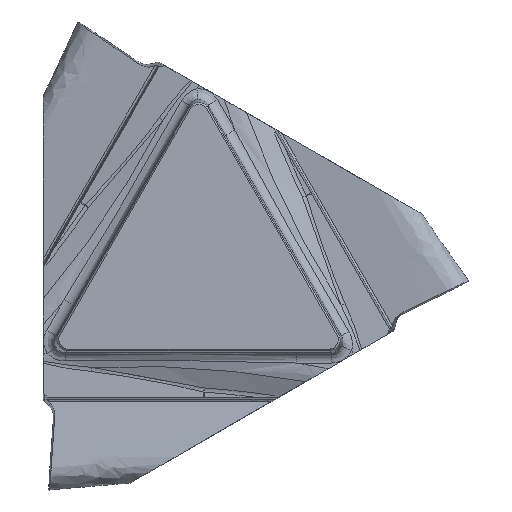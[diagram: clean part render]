
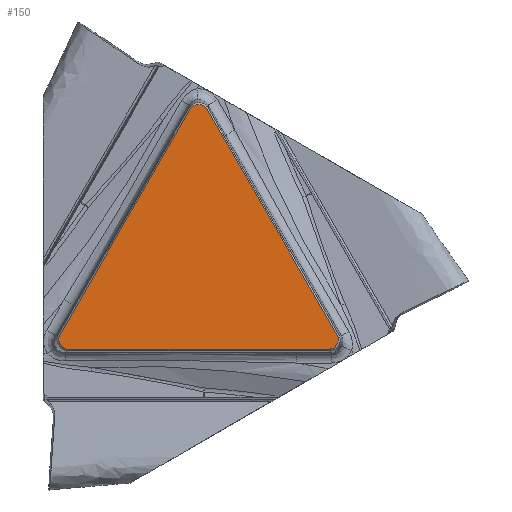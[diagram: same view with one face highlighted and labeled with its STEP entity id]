
A CAD part, left-side view. The second image highlights one B-rep face of the part: STEP entity #150.
In plain terms, the highlighted planar face has unit normal (-1, 0, 0).
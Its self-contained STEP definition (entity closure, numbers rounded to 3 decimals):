
#150=ADVANCED_FACE('',(#265),#233,.T.);
#233=PLANE('',#1475);
#265=FACE_OUTER_BOUND('',#348,.T.);
#348=EDGE_LOOP('',(#602,#603,#604,#605,#606,#607));
#445=LINE('',#2090,#514);
#446=LINE('',#2097,#515);
#447=LINE('',#2104,#516);
#514=VECTOR('',#1628,1.);
#515=VECTOR('',#1629,1.);
#516=VECTOR('',#1630,1.);
#602=ORIENTED_EDGE('',*,*,#1168,.T.);
#603=ORIENTED_EDGE('',*,*,#1169,.T.);
#604=ORIENTED_EDGE('',*,*,#1170,.T.);
#605=ORIENTED_EDGE('',*,*,#1171,.T.);
#606=ORIENTED_EDGE('',*,*,#1172,.T.);
#607=ORIENTED_EDGE('',*,*,#1173,.T.);
#1032=VERTEX_POINT('',#2088);
#1033=VERTEX_POINT('',#2089);
#1034=VERTEX_POINT('',#2091);
#1035=VERTEX_POINT('',#2096);
#1036=VERTEX_POINT('',#2098);
#1037=VERTEX_POINT('',#2103);
#1168=EDGE_CURVE('',#1032,#1033,#1368,.T.);
#1169=EDGE_CURVE('',#1033,#1034,#445,.T.);
#1170=EDGE_CURVE('',#1034,#1035,#1369,.T.);
#1171=EDGE_CURVE('',#1035,#1036,#446,.T.);
#1172=EDGE_CURVE('',#1036,#1037,#1370,.T.);
#1173=EDGE_CURVE('',#1037,#1032,#447,.T.);
#1368=B_SPLINE_CURVE_WITH_KNOTS('',3,(#2084,#2085,#2086,#2087),
 .UNSPECIFIED.,.F.,.F.,(4,4),(0.,1.),.UNSPECIFIED.);
#1369=B_SPLINE_CURVE_WITH_KNOTS('',3,(#2092,#2093,#2094,#2095),
 .UNSPECIFIED.,.F.,.F.,(4,4),(0.,1.),.UNSPECIFIED.);
#1370=B_SPLINE_CURVE_WITH_KNOTS('',3,(#2099,#2100,#2101,#2102),
 .UNSPECIFIED.,.F.,.F.,(4,4),(0.,1.),.UNSPECIFIED.);
#1475=AXIS2_PLACEMENT_3D('',#2105,#1631,#1632);
#1628=DIRECTION('',(0.,0.5,0.866));
#1629=DIRECTION('',(0.,0.5,-0.866));
#1630=DIRECTION('',(0.,-1.,0.));
#1631=DIRECTION('',(-1.,0.,0.));
#1632=DIRECTION('',(0.,0.,-1.));
#2084=CARTESIAN_POINT('',(-5.54,-5.976,-3.876));
#2085=CARTESIAN_POINT('',(-5.54,-6.286,-3.877));
#2086=CARTESIAN_POINT('',(-5.54,-6.485,-3.479));
#2087=CARTESIAN_POINT('',(-5.54,-6.345,-3.237));
#2088=CARTESIAN_POINT('',(-5.54,-5.976,-3.876));
#2089=CARTESIAN_POINT('',(-5.54,-6.345,-3.237));
#2090=CARTESIAN_POINT('',(-5.54,-6.343,-3.234));
#2091=CARTESIAN_POINT('',(-5.54,-0.369,7.114));
#2092=CARTESIAN_POINT('',(-5.54,-0.369,7.114));
#2093=CARTESIAN_POINT('',(-5.54,-0.214,7.382));
#2094=CARTESIAN_POINT('',(-5.54,0.23,7.356));
#2095=CARTESIAN_POINT('',(-5.54,0.369,7.114));
#2096=CARTESIAN_POINT('',(-5.54,0.369,7.114));
#2097=CARTESIAN_POINT('',(-5.54,0.371,7.11));
#2098=CARTESIAN_POINT('',(-5.54,6.345,-3.237));
#2099=CARTESIAN_POINT('',(-5.54,6.345,-3.237));
#2100=CARTESIAN_POINT('',(-5.54,6.5,-3.506));
#2101=CARTESIAN_POINT('',(-5.54,6.255,-3.877));
#2102=CARTESIAN_POINT('',(-5.54,5.976,-3.876));
#2103=CARTESIAN_POINT('',(-5.54,5.976,-3.876));
#2104=CARTESIAN_POINT('',(-5.54,5.972,-3.876));
#2105=CARTESIAN_POINT('',(-5.54,0.,0.));
